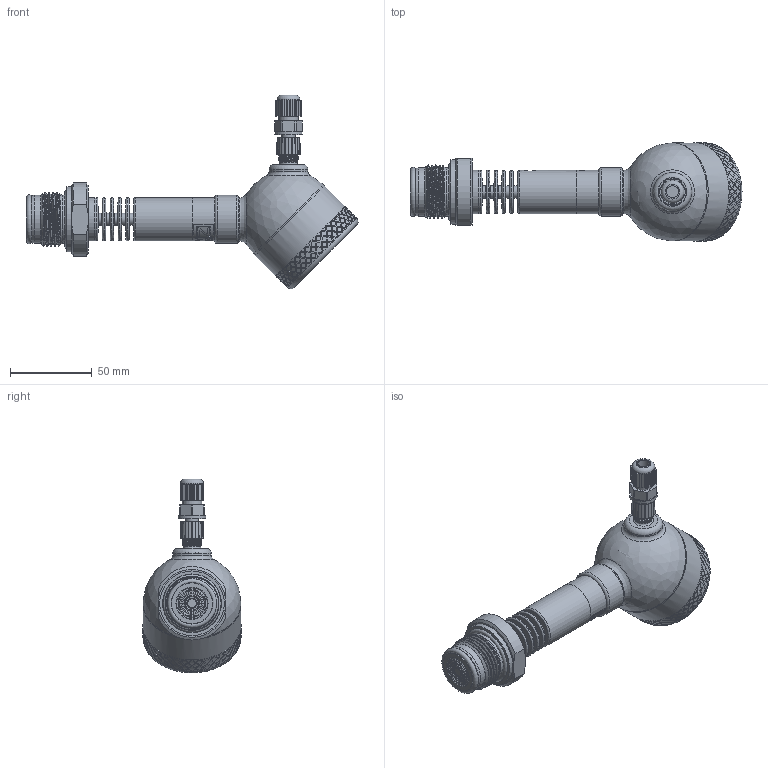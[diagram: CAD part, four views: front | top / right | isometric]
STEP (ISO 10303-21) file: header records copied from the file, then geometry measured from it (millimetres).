
FILE_DESCRIPTION(/* description */ (''),/* implementation_level */ '2;1');
FILE_NAME(/* name */ 'APZ3420sFH_G1-solidflush_radiator_6.step',/* time_stamp */ '2021-07-08T16:45:30+03:00',/* author */ (''),/* organization */ (''),/* preprocessor_version */ 'ST-DEVELOPER v18.1',/* originating_system */ 'Autodesk Translation Framework v10.9.0.1377',/* authorisation */ '');
FILE_SCHEMA (('AUTOMOTIVE_DESIGN { 1 0 10303 214 3 1 1 }'));
Length unit declared in the file: millimetre
Products named in the file (9): АПЗ 3420s заполненный 
+ полевой корпус; shell radiator; solidflush G1; Заполненный полевой 
корпус v13; Cover for display; Display; Main body; M12x1 adapter; M12x1 female straight v9
Assembly tree (8 placements, depth 3):
  АПЗ 3420s заполненный 
+ полевой корпус
    shell radiator
    solidflush G1
    Заполненный полевой 
корпус v13
      Cover for display
      Display
      Main body
      M12x1 adapter
      M12x1 female straight v9
Bounding box: 203.38 x 60.1 x 118.64 mm (x, y, z)
Volume: 271032.4 mm3; surface area: 64593.5 mm2
Topology: 18 solids, 18 shells, 1814 faces, 4555 edges, 2994 vertices
Faces by surface type: bspline 984, plane 388, cylinder 338, torus 56, cone 47, sphere 1
Full cylindrical faces by diameter (mm): 1 x4, 2 x2, 5 x4, 7.183 x1, 7.3 x1, 7.5 x5, 8 x3, 9.3 x1, 10.293 x1, 10.5 x2, 10.741 x7, 11.884 x6, 12 x1, 14 x1, 17 x1, 19.7 x1, 21.6 x1, 21.767 x1, 22.4 x1, 22.5 x1, 23.6 x1, 24.5 x4, 25.437 x1, 26.5 x4, 29.5 x2, 29.6 x1, 30.291 x4, 35.6 x1, 39.6 x1, 41 x3
Entity records: 74093 total; most frequent: CARTESIAN_POINT 37922, ORIENTED_EDGE 9108, EDGE_CURVE 4554, DIRECTION 4238, VERTEX_POINT 2994, B_SPLINE_CURVE_WITH_KNOTS 2697, EDGE_LOOP 2070, FACE_OUTER_BOUND 1814
